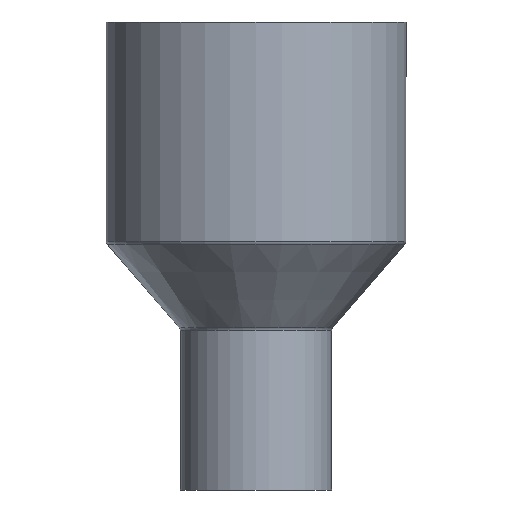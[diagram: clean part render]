
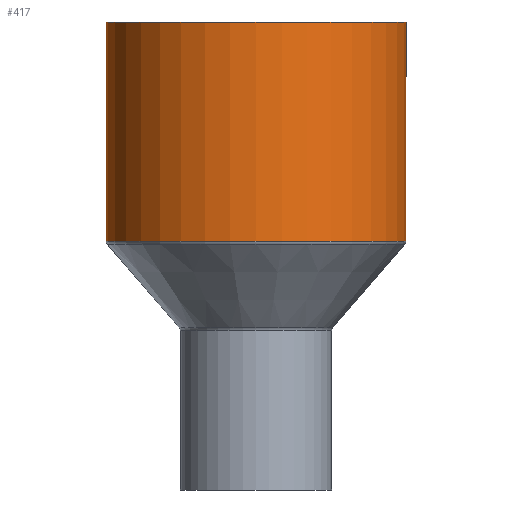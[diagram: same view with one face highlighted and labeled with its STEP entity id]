
A CAD part, front view. The second image highlights one B-rep face of the part: STEP entity #417.
In plain terms, the highlighted cylindrical face has radius 62.5 mm (diameter 125 mm), a partial arc.
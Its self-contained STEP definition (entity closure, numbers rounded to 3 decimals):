
#1 = VERTEX_POINT ( 'NONE', #531 ) ;
#17 = AXIS2_PLACEMENT_3D ( 'NONE', #506, #416, #618 ) ;
#23 = DIRECTION ( 'NONE',  ( 0., 0., -1. ) ) ;
#25 = CARTESIAN_POINT ( 'NONE',  ( -62.5, 0., 107.91 ) ) ;
#29 = AXIS2_PLACEMENT_3D ( 'NONE', #97, #652, #359 ) ;
#33 = DIRECTION ( 'NONE',  ( 0., 0., -1. ) ) ;
#97 = CARTESIAN_POINT ( 'NONE',  ( 0., 0., 16.652 ) ) ;
#110 = AXIS2_PLACEMENT_3D ( 'NONE', #545, #33, #541 ) ;
#168 = EDGE_CURVE ( 'NONE', #569, #446, #295, .T. ) ;
#216 = LINE ( 'NONE', #485, #242 ) ;
#242 = VECTOR ( 'NONE', #23, 1000. ) ;
#295 = CIRCLE ( 'NONE', #110, 62.5 ) ;
#302 = CYLINDRICAL_SURFACE ( 'NONE', #17, 62.5 ) ;
#348 = EDGE_CURVE ( 'NONE', #647, #1, #356, .T. ) ;
#356 = CIRCLE ( 'NONE', #29, 62.5 ) ;
#359 = DIRECTION ( 'NONE',  ( -1., 0., 0. ) ) ;
#369 = ORIENTED_EDGE ( 'NONE', *, *, #375, .T. ) ;
#371 = CARTESIAN_POINT ( 'NONE',  ( 62.5, 0., 16.652 ) ) ;
#375 = EDGE_CURVE ( 'NONE', #446, #1, #610, .T. ) ;
#384 = CARTESIAN_POINT ( 'NONE',  ( 62.5, 0., 107.91 ) ) ;
#414 = ORIENTED_EDGE ( 'NONE', *, *, #430, .F. ) ;
#416 = DIRECTION ( 'NONE',  ( 0., 0., -1. ) ) ;
#417 = ADVANCED_FACE ( 'NONE', ( #467 ), #302, .T. ) ;
#430 = EDGE_CURVE ( 'NONE', #569, #647, #216, .T. ) ;
#442 = ORIENTED_EDGE ( 'NONE', *, *, #348, .F. ) ;
#446 = VERTEX_POINT ( 'NONE', #25 ) ;
#467 = FACE_OUTER_BOUND ( 'NONE', #566, .T. ) ;
#485 = CARTESIAN_POINT ( 'NONE',  ( 62.5, 0., -16.533 ) ) ;
#506 = CARTESIAN_POINT ( 'NONE',  ( 0., 0., -16.533 ) ) ;
#513 = DIRECTION ( 'NONE',  ( 0., 0., -1. ) ) ;
#531 = CARTESIAN_POINT ( 'NONE',  ( -62.5, 0., 16.652 ) ) ;
#536 = ORIENTED_EDGE ( 'NONE', *, *, #168, .T. ) ;
#541 = DIRECTION ( 'NONE',  ( -1., 0., 0. ) ) ;
#542 = VECTOR ( 'NONE', #513, 1000. ) ;
#545 = CARTESIAN_POINT ( 'NONE',  ( 0., 0., 107.91 ) ) ;
#558 = CARTESIAN_POINT ( 'NONE',  ( -62.5, 0., -16.533 ) ) ;
#566 = EDGE_LOOP ( 'NONE', ( #414, #536, #369, #442 ) ) ;
#569 = VERTEX_POINT ( 'NONE', #384 ) ;
#610 = LINE ( 'NONE', #558, #542 ) ;
#618 = DIRECTION ( 'NONE',  ( -1., 0., 0. ) ) ;
#647 = VERTEX_POINT ( 'NONE', #371 ) ;
#652 = DIRECTION ( 'NONE',  ( 0., 0., -1. ) ) ;
